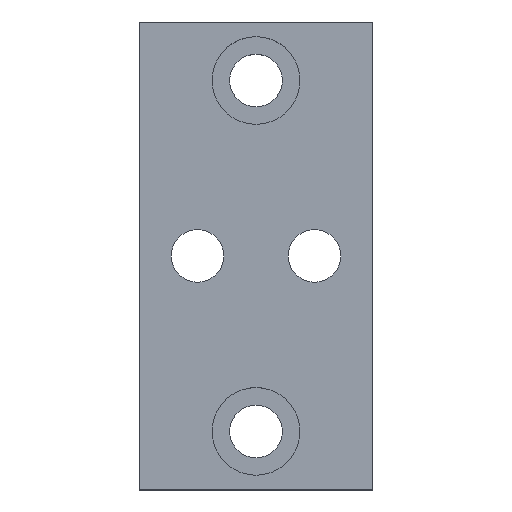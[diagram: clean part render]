
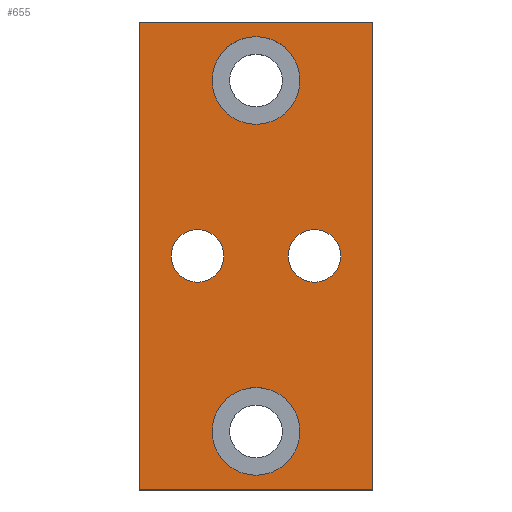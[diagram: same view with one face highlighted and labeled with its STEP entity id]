
A CAD part, top view. The second image highlights one B-rep face of the part: STEP entity #655.
In plain terms, the highlighted planar face has unit normal (0, 0, 1).
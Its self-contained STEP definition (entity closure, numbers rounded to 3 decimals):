
#139=CARTESIAN_POINT('',(-5.5,0.,7.5));
#140=VERTEX_POINT('',#139);
#141=CARTESIAN_POINT('',(-10.0,0.,7.5));
#142=DIRECTION('',(0.0,0.0,-1.0));
#143=DIRECTION('',(-1.0,0.0,0.0));
#144=AXIS2_PLACEMENT_3D('',#141,#142,#143);
#145=CIRCLE('',#144,4.5);
#146=EDGE_CURVE('',#140,#140,#145,.T.);
#249=CARTESIAN_POINT('',(14.5,0.,7.5));
#250=VERTEX_POINT('',#249);
#251=CARTESIAN_POINT('',(10.0,0.0,7.5));
#252=DIRECTION('',(0.0,0.0,-1.0));
#253=DIRECTION('',(-1.0,0.0,0.0));
#254=AXIS2_PLACEMENT_3D('',#251,#252,#253);
#255=CIRCLE('',#254,4.5);
#256=EDGE_CURVE('',#250,#250,#255,.T.);
#318=CARTESIAN_POINT('',(7.5,-30.0,7.5));
#319=VERTEX_POINT('',#318);
#320=CARTESIAN_POINT('',(0.,-30.0,7.5));
#321=DIRECTION('',(0.0,0.0,-1.0));
#322=DIRECTION('',(1.0,0.0,0.0));
#323=AXIS2_PLACEMENT_3D('',#320,#321,#322);
#324=CIRCLE('',#323,7.5);
#325=EDGE_CURVE('',#319,#319,#324,.T.);
#428=CARTESIAN_POINT('',(7.5,30.0,7.5));
#429=VERTEX_POINT('',#428);
#430=CARTESIAN_POINT('',(0.,30.0,7.5));
#431=DIRECTION('',(0.0,0.0,-1.0));
#432=DIRECTION('',(1.0,0.0,0.0));
#433=AXIS2_PLACEMENT_3D('',#430,#431,#432);
#434=CIRCLE('',#433,7.5);
#435=EDGE_CURVE('',#429,#429,#434,.T.);
#541=CARTESIAN_POINT('',(-20.,-40.0,7.5));
#542=VERTEX_POINT('',#541);
#543=CARTESIAN_POINT('',(-20.,40.0,7.5));
#544=VERTEX_POINT('',#543);
#545=CARTESIAN_POINT('',(-20.,-40.0,7.5));
#546=DIRECTION('',(0.0,1.0,0.0));
#547=VECTOR('',#546,80.0);
#548=LINE('',#545,#547);
#549=EDGE_CURVE('',#542,#544,#548,.T.);
#572=CARTESIAN_POINT('',(20.,40.,7.5));
#573=VERTEX_POINT('',#572);
#574=CARTESIAN_POINT('',(-20.,40.0,7.5));
#575=DIRECTION('',(1.0,0.0,0.0));
#576=VECTOR('',#575,40.0);
#577=LINE('',#574,#576);
#578=EDGE_CURVE('',#544,#573,#577,.T.);
#596=CARTESIAN_POINT('',(20.,-40.0,7.5));
#597=VERTEX_POINT('',#596);
#598=CARTESIAN_POINT('',(20.,40.,7.5));
#599=DIRECTION('',(0.0,-1.0,0.0));
#600=VECTOR('',#599,80.0);
#601=LINE('',#598,#600);
#602=EDGE_CURVE('',#573,#597,#601,.T.);
#620=CARTESIAN_POINT('',(20.,-40.0,7.5));
#621=DIRECTION('',(-1.0,0.0,0.0));
#622=VECTOR('',#621,40.);
#623=LINE('',#620,#622);
#624=EDGE_CURVE('',#597,#542,#623,.T.);
#632=CARTESIAN_POINT('',(0.,0.,7.5));
#633=DIRECTION('',(0.0,0.0,1.0));
#634=DIRECTION('',(1.0,0.0,0.0));
#635=AXIS2_PLACEMENT_3D('',#632,#633,#634);
#636=PLANE('',#635);
#637=ORIENTED_EDGE('',*,*,#549,.F.);
#638=ORIENTED_EDGE('',*,*,#624,.F.);
#639=ORIENTED_EDGE('',*,*,#602,.F.);
#640=ORIENTED_EDGE('',*,*,#578,.F.);
#641=EDGE_LOOP('',(#637,#638,#639,#640));
#642=FACE_OUTER_BOUND('',#641,.T.);
#643=ORIENTED_EDGE('',*,*,#146,.T.);
#644=EDGE_LOOP('',(#643));
#645=FACE_BOUND('',#644,.T.);
#646=ORIENTED_EDGE('',*,*,#256,.T.);
#647=EDGE_LOOP('',(#646));
#648=FACE_BOUND('',#647,.T.);
#649=ORIENTED_EDGE('',*,*,#325,.T.);
#650=EDGE_LOOP('',(#649));
#651=FACE_BOUND('',#650,.T.);
#652=ORIENTED_EDGE('',*,*,#435,.T.);
#653=EDGE_LOOP('',(#652));
#654=FACE_BOUND('',#653,.T.);
#655=ADVANCED_FACE('',(#642,#645,#648,#651,#654),#636,.T.);
